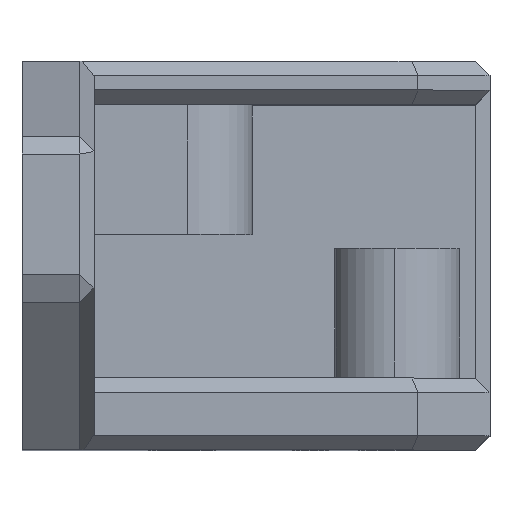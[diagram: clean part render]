
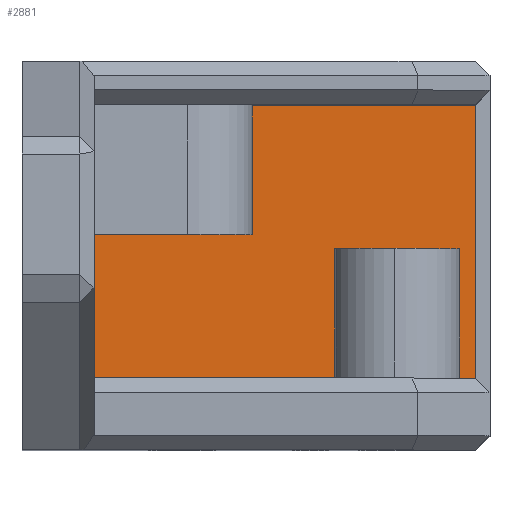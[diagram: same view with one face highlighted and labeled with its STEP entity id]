
A CAD part, top view. The second image highlights one B-rep face of the part: STEP entity #2881.
In plain terms, the highlighted planar face has unit normal (0, 0, 1).
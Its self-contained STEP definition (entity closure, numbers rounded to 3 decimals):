
#23 = CARTESIAN_POINT ( 'NONE',  ( 15., 10.5, -14.5 ) ) ;
#51 = VECTOR ( 'NONE', #508, 1000. ) ;
#74 = LINE ( 'NONE', #2625, #2322 ) ;
#202 = VECTOR ( 'NONE', #1529, 1000. ) ;
#208 = DIRECTION ( 'NONE',  ( 0., 1., 0. ) ) ;
#253 = CARTESIAN_POINT ( 'NONE',  ( 14., 10.5, -14.5 ) ) ;
#312 = ORIENTED_EDGE ( 'NONE', *, *, #1263, .T. ) ;
#422 = VERTEX_POINT ( 'NONE', #1914 ) ;
#436 = CARTESIAN_POINT ( 'NONE',  ( -16.5, -8.5, -14.5 ) ) ;
#479 = EDGE_LOOP ( 'NONE', ( #312, #2655, #1191, #906 ) ) ;
#508 = DIRECTION ( 'NONE',  ( 0., -1., 0. ) ) ;
#611 = LINE ( 'NONE', #1976, #202 ) ;
#717 = CARTESIAN_POINT ( 'NONE',  ( -16.5, -8.5, -14.5 ) ) ;
#816 = VERTEX_POINT ( 'NONE', #1641 ) ;
#906 = ORIENTED_EDGE ( 'NONE', *, *, #1542, .T. ) ;
#961 = DIRECTION ( 'NONE',  ( 0., 1., 0. ) ) ;
#969 = LINE ( 'NONE', #253, #2624 ) ;
#973 = PLANE ( 'NONE',  #1619 ) ;
#994 = LINE ( 'NONE', #717, #51 ) ;
#1080 = VERTEX_POINT ( 'NONE', #436 ) ;
#1188 = VERTEX_POINT ( 'NONE', #2667 ) ;
#1191 = ORIENTED_EDGE ( 'NONE', *, *, #2618, .F. ) ;
#1263 = EDGE_CURVE ( 'NONE', #1188, #816, #74, .T. ) ;
#1461 = DIRECTION ( 'NONE',  ( -1., 0., 0. ) ) ;
#1529 = DIRECTION ( 'NONE',  ( -1., 0., 0. ) ) ;
#1542 = EDGE_CURVE ( 'NONE', #422, #1188, #969, .T. ) ;
#1619 = AXIS2_PLACEMENT_3D ( 'NONE', #23, #1915, #961 ) ;
#1641 = CARTESIAN_POINT ( 'NONE',  ( -16.5, 10.5, -14.5 ) ) ;
#1914 = CARTESIAN_POINT ( 'NONE',  ( 14., -8.5, -14.5 ) ) ;
#1915 = DIRECTION ( 'NONE',  ( 0., 0., -1. ) ) ;
#1976 = CARTESIAN_POINT ( 'NONE',  ( 15., -8.5, -14.5 ) ) ;
#2133 = FACE_OUTER_BOUND ( 'NONE', #479, .T. ) ;
#2322 = VECTOR ( 'NONE', #1461, 1000. ) ;
#2449 = EDGE_CURVE ( 'NONE', #816, #1080, #994, .T. ) ;
#2618 = EDGE_CURVE ( 'NONE', #422, #1080, #611, .T. ) ;
#2624 = VECTOR ( 'NONE', #208, 1000. ) ;
#2625 = CARTESIAN_POINT ( 'NONE',  ( 15., 10.5, -14.5 ) ) ;
#2655 = ORIENTED_EDGE ( 'NONE', *, *, #2449, .T. ) ;
#2667 = CARTESIAN_POINT ( 'NONE',  ( 14., 10.5, -14.5 ) ) ;
#2881 = ADVANCED_FACE ( 'NONE', ( #2133 ), #973, .F. ) ;
